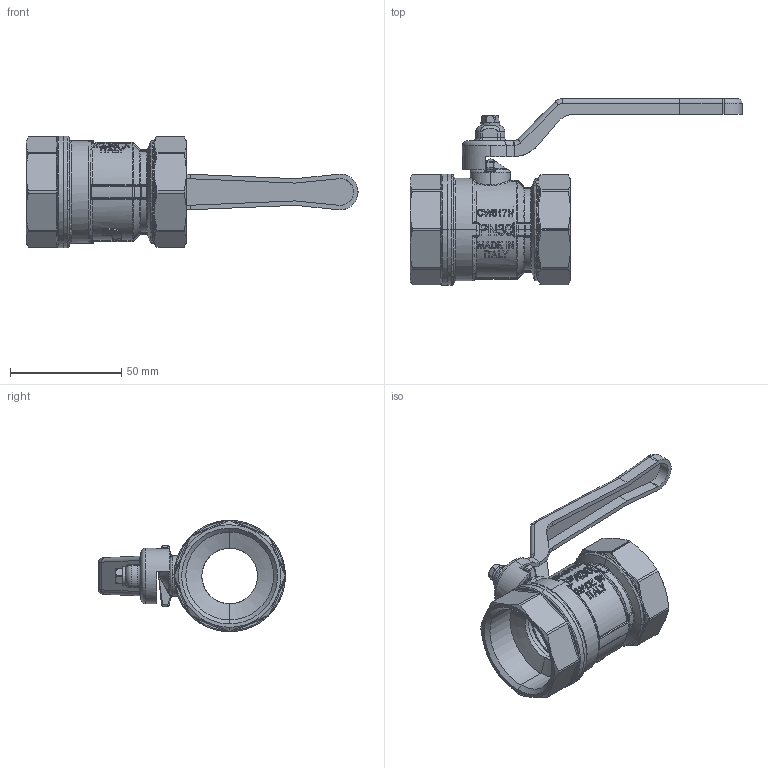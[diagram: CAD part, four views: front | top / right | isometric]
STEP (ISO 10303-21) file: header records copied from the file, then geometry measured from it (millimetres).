
FILE_DESCRIPTION (( 'STEP AP214' ), '1' );
FILE_NAME ('IT-ORIENT11107_R.STEP', '2018-09-21T15:03:03', ( '' ), ( '' ), 'SwSTEP 2.0', 'SolidWorks 2018', '' );
FILE_SCHEMA (( 'AUTOMOTIVE_DESIGN' ));
Length unit declared in the file: millimetre
Products named in the file (1): IT-ORIENT11107_R
Bounding box: 149 x 83.79 x 50 mm (x, y, z)
Surface area: 31993.5 mm2 (no closed solid volume)
Topology: 0 solids, 15 shells, 1188 faces, 2957 edges, 1766 vertices
Faces by surface type: plane 398, bspline 338, cylinder 244, torus 118, cone 59, sphere 31
Entity records: 54093 total; most frequent: CARTESIAN_POINT 33039, ORIENTED_EDGE 5716, EDGE_CURVE 2897, B_SPLINE_CURVE_WITH_KNOTS 2746, VERTEX_POINT 1764, DIRECTION 1700, EDGE_LOOP 1251, ADVANCED_FACE 1187
